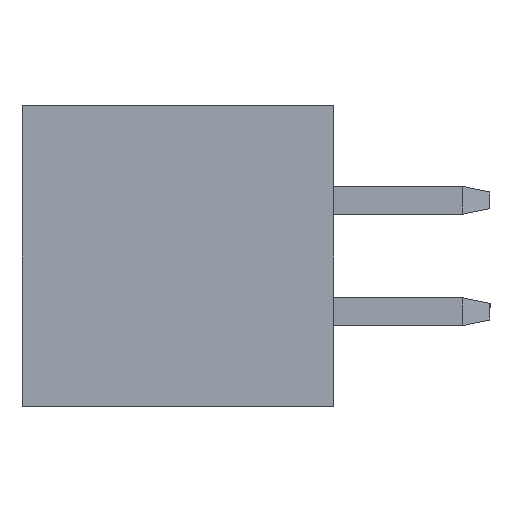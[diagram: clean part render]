
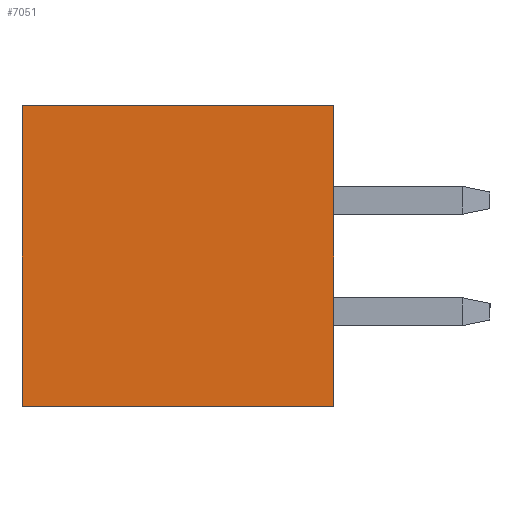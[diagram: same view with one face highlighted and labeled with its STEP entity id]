
A CAD part, left-side view. The second image highlights one B-rep face of the part: STEP entity #7051.
In plain terms, the highlighted planar face has unit normal (-1, 0, 0).
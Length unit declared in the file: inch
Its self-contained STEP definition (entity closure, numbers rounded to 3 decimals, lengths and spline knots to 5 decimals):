
#46 = DIRECTION ( 'NONE',  ( 0., 0., 1. ) ) ;
#90 = VECTOR ( 'NONE', #926, 39.37008 ) ;
#140 = LINE ( 'NONE', #870, #90 ) ;
#350 = CARTESIAN_POINT ( 'NONE',  ( 14.06816, 6.37943, -0.30709 ) ) ;
#563 = DIRECTION ( 'NONE',  ( 0., 0., 1. ) ) ;
#770 = VERTEX_POINT ( 'NONE', #3294 ) ;
#870 = CARTESIAN_POINT ( 'NONE',  ( 14.06816, 6.37943, -0.30709 ) ) ;
#926 = DIRECTION ( 'NONE',  ( 0., -1., 0. ) ) ;
#1382 = DIRECTION ( 'NONE',  ( 0., 1., 0. ) ) ;
#1466 = AXIS2_PLACEMENT_3D ( 'NONE', #8292, #8278, #8265 ) ;
#1900 = EDGE_CURVE ( 'NONE', #9590, #770, #7324, .T. ) ;
#2022 = CARTESIAN_POINT ( 'NONE',  ( 14.06816, 6.59203, -0.30709 ) ) ;
#2241 = LINE ( 'NONE', #350, #6288 ) ;
#2820 = VERTEX_POINT ( 'NONE', #5618 ) ;
#2883 = CARTESIAN_POINT ( 'NONE',  ( 14.06816, 6.37943, -0.08661 ) ) ;
#3294 = CARTESIAN_POINT ( 'NONE',  ( 14.06816, 6.59203, -0.08661 ) ) ;
#3404 = EDGE_LOOP ( 'NONE', ( #5207, #7784, #6788, #4179 ) ) ;
#4179 = ORIENTED_EDGE ( 'NONE', *, *, #9410, .T. ) ;
#4189 = CARTESIAN_POINT ( 'NONE',  ( 14.06816, 6.59203, -0.30709 ) ) ;
#5207 = ORIENTED_EDGE ( 'NONE', *, *, #1900, .T. ) ;
#5618 = CARTESIAN_POINT ( 'NONE',  ( 14.06816, 6.37943, -0.30709 ) ) ;
#5791 = FACE_OUTER_BOUND ( 'NONE', #3404, .T. ) ;
#5855 = EDGE_CURVE ( 'NONE', #5921, #2820, #140, .T. ) ;
#5921 = VERTEX_POINT ( 'NONE', #4189 ) ;
#6288 = VECTOR ( 'NONE', #46, 39.37008 ) ;
#6501 = EDGE_CURVE ( 'NONE', #5921, #770, #7763, .T. ) ;
#6788 = ORIENTED_EDGE ( 'NONE', *, *, #5855, .T. ) ;
#7051 = ADVANCED_FACE ( 'NONE', ( #5791 ), #8340, .T. ) ;
#7324 = LINE ( 'NONE', #2883, #7344 ) ;
#7344 = VECTOR ( 'NONE', #1382, 39.37008 ) ;
#7683 = VECTOR ( 'NONE', #563, 39.37008 ) ;
#7763 = LINE ( 'NONE', #2022, #7683 ) ;
#7784 = ORIENTED_EDGE ( 'NONE', *, *, #6501, .F. ) ;
#8265 = DIRECTION ( 'NONE',  ( 0., -1., 0. ) ) ;
#8278 = DIRECTION ( 'NONE',  ( -1., 0., 0. ) ) ;
#8292 = CARTESIAN_POINT ( 'NONE',  ( 14.06816, 6.37943, -0.30709 ) ) ;
#8340 = PLANE ( 'NONE',  #1466 ) ;
#8818 = CARTESIAN_POINT ( 'NONE',  ( 14.06816, 6.37943, -0.08661 ) ) ;
#9410 = EDGE_CURVE ( 'NONE', #2820, #9590, #2241, .T. ) ;
#9590 = VERTEX_POINT ( 'NONE', #8818 ) ;
